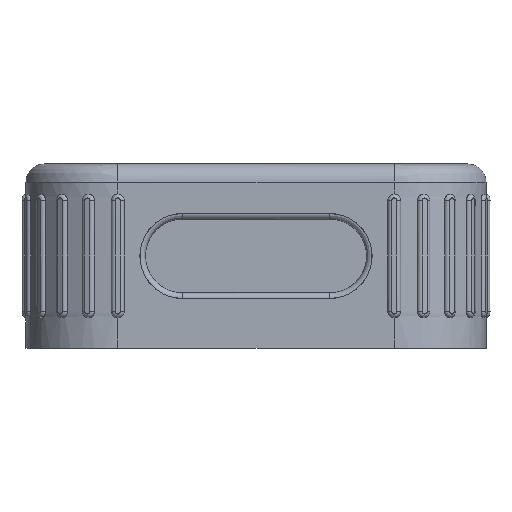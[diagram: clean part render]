
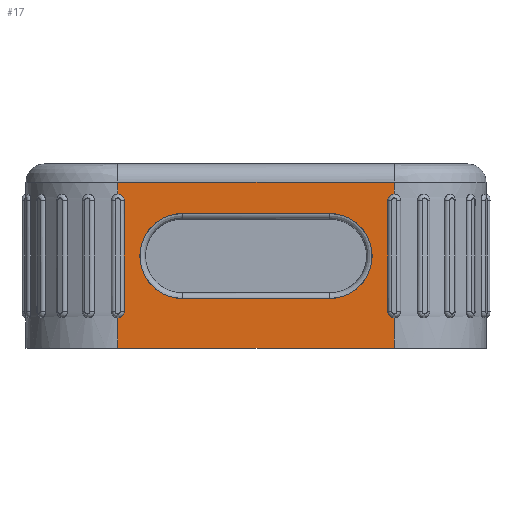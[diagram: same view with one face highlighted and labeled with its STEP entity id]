
A CAD part, front view. The second image highlights one B-rep face of the part: STEP entity #17.
In plain terms, the highlighted free-form (B-spline) face has degree [1, 1] with [2, 2] control points.
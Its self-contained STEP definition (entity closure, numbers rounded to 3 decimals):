
#17 = ADVANCED_FACE('',(#18,#108),#144,.T.);
#18 = FACE_BOUND('',#19,.T.);
#19 = EDGE_LOOP('',(#20,#29,#36,#43,#51,#58,#66,#73,#80,#87,#95,#102));
#20 = ORIENTED_EDGE('',*,*,#21,.T.);
#21 = EDGE_CURVE('',#22,#24,#26,.T.);
#22 = VERTEX_POINT('',#23);
#23 = CARTESIAN_POINT('',(-75.999,-50.666,-33.946
    ));
#24 = VERTEX_POINT('',#25);
#25 = CARTESIAN_POINT('',(-75.999,-50.666,-50.666
    ));
#26 = B_SPLINE_CURVE_WITH_KNOTS('',1,(#27,#28),.UNSPECIFIED.,.F.,.F.,(2,
    2),(0.,16.5),.PIECEWISE_BEZIER_KNOTS.);
#27 = CARTESIAN_POINT('',(-75.999,-50.666,-33.946
    ));
#28 = CARTESIAN_POINT('',(-75.999,-50.666,-50.666
    ));
#29 = ORIENTED_EDGE('',*,*,#30,.T.);
#30 = EDGE_CURVE('',#24,#31,#33,.T.);
#31 = VERTEX_POINT('',#32);
#32 = CARTESIAN_POINT('',(75.999,-50.666,
    -50.666));
#33 = B_SPLINE_CURVE_WITH_KNOTS('',1,(#34,#35),.UNSPECIFIED.,.F.,.F.,(2,
    2),(0.,150.),.PIECEWISE_BEZIER_KNOTS.);
#34 = CARTESIAN_POINT('',(-75.999,-50.666,-50.666
    ));
#35 = CARTESIAN_POINT('',(75.999,-50.666,
    -50.666));
#36 = ORIENTED_EDGE('',*,*,#37,.T.);
#37 = EDGE_CURVE('',#31,#38,#40,.T.);
#38 = VERTEX_POINT('',#39);
#39 = CARTESIAN_POINT('',(75.999,-50.666,
    -33.946));
#40 = B_SPLINE_CURVE_WITH_KNOTS('',1,(#41,#42),.UNSPECIFIED.,.F.,.F.,(2,
    2),(0.,16.5),.PIECEWISE_BEZIER_KNOTS.);
#41 = CARTESIAN_POINT('',(75.999,-50.666,
    -50.666));
#42 = CARTESIAN_POINT('',(75.999,-50.666,
    -33.946));
#43 = ORIENTED_EDGE('',*,*,#44,.T.);
#44 = EDGE_CURVE('',#38,#45,#47,.T.);
#45 = VERTEX_POINT('',#46);
#46 = CARTESIAN_POINT('',(72.453,-50.666,
    -30.4));
#47 = ( BOUNDED_CURVE() B_SPLINE_CURVE(2,(#48,#49,#50),.UNSPECIFIED.,.F.
,.F.) B_SPLINE_CURVE_WITH_KNOTS((3,3),(4.712,6.283),
.PIECEWISE_BEZIER_KNOTS.) CURVE() GEOMETRIC_REPRESENTATION_ITEM() 
RATIONAL_B_SPLINE_CURVE((1.,0.707,1.)) REPRESENTATION_ITEM('') 
  );
#48 = CARTESIAN_POINT('',(75.999,-50.666,
    -33.946));
#49 = CARTESIAN_POINT('',(72.453,-50.666,
    -33.946));
#50 = CARTESIAN_POINT('',(72.453,-50.666,
    -30.4));
#51 = ORIENTED_EDGE('',*,*,#52,.T.);
#52 = EDGE_CURVE('',#45,#53,#55,.T.);
#53 = VERTEX_POINT('',#54);
#54 = CARTESIAN_POINT('',(72.453,-50.666,30.4
    ));
#55 = B_SPLINE_CURVE_WITH_KNOTS('',1,(#56,#57),.UNSPECIFIED.,.F.,.F.,(2,
    2),(0.,60.),.PIECEWISE_BEZIER_KNOTS.);
#56 = CARTESIAN_POINT('',(72.453,-50.666,
    -30.4));
#57 = CARTESIAN_POINT('',(72.453,-50.666,30.4
    ));
#58 = ORIENTED_EDGE('',*,*,#59,.T.);
#59 = EDGE_CURVE('',#53,#60,#62,.T.);
#60 = VERTEX_POINT('',#61);
#61 = CARTESIAN_POINT('',(75.999,-50.666,
    33.946));
#62 = ( BOUNDED_CURVE() B_SPLINE_CURVE(2,(#63,#64,#65),.UNSPECIFIED.,.F.
,.F.) B_SPLINE_CURVE_WITH_KNOTS((3,3),(3.142,4.712),
.PIECEWISE_BEZIER_KNOTS.) CURVE() GEOMETRIC_REPRESENTATION_ITEM() 
RATIONAL_B_SPLINE_CURVE((1.,0.707,1.)) REPRESENTATION_ITEM('') 
  );
#63 = CARTESIAN_POINT('',(72.453,-50.666,30.4
    ));
#64 = CARTESIAN_POINT('',(72.453,-50.666,
    33.946));
#65 = CARTESIAN_POINT('',(75.999,-50.666,
    33.946));
#66 = ORIENTED_EDGE('',*,*,#67,.T.);
#67 = EDGE_CURVE('',#60,#68,#70,.T.);
#68 = VERTEX_POINT('',#69);
#69 = CARTESIAN_POINT('',(75.999,-50.666,
    40.533));
#70 = B_SPLINE_CURVE_WITH_KNOTS('',1,(#71,#72),.UNSPECIFIED.,.F.,.F.,(2,
    2),(0.,6.5),.PIECEWISE_BEZIER_KNOTS.);
#71 = CARTESIAN_POINT('',(75.999,-50.666,
    33.946));
#72 = CARTESIAN_POINT('',(75.999,-50.666,
    40.533));
#73 = ORIENTED_EDGE('',*,*,#74,.T.);
#74 = EDGE_CURVE('',#68,#75,#77,.T.);
#75 = VERTEX_POINT('',#76);
#76 = CARTESIAN_POINT('',(-75.999,-50.666,40.533
    ));
#77 = B_SPLINE_CURVE_WITH_KNOTS('',1,(#78,#79),.UNSPECIFIED.,.F.,.F.,(2,
    2),(0.,150.),.PIECEWISE_BEZIER_KNOTS.);
#78 = CARTESIAN_POINT('',(75.999,-50.666,
    40.533));
#79 = CARTESIAN_POINT('',(-75.999,-50.666,40.533
    ));
#80 = ORIENTED_EDGE('',*,*,#81,.T.);
#81 = EDGE_CURVE('',#75,#82,#84,.T.);
#82 = VERTEX_POINT('',#83);
#83 = CARTESIAN_POINT('',(-75.999,-50.666,33.946
    ));
#84 = B_SPLINE_CURVE_WITH_KNOTS('',1,(#85,#86),.UNSPECIFIED.,.F.,.F.,(2,
    2),(0.,6.5),.PIECEWISE_BEZIER_KNOTS.);
#85 = CARTESIAN_POINT('',(-75.999,-50.666,40.533
    ));
#86 = CARTESIAN_POINT('',(-75.999,-50.666,33.946
    ));
#87 = ORIENTED_EDGE('',*,*,#88,.T.);
#88 = EDGE_CURVE('',#82,#89,#91,.T.);
#89 = VERTEX_POINT('',#90);
#90 = CARTESIAN_POINT('',(-72.453,-50.666,30.4
    ));
#91 = ( BOUNDED_CURVE() B_SPLINE_CURVE(2,(#92,#93,#94),.UNSPECIFIED.,.F.
,.F.) B_SPLINE_CURVE_WITH_KNOTS((3,3),(4.712,6.283),
.PIECEWISE_BEZIER_KNOTS.) CURVE() GEOMETRIC_REPRESENTATION_ITEM() 
RATIONAL_B_SPLINE_CURVE((1.,0.707,1.)) REPRESENTATION_ITEM('') 
  );
#92 = CARTESIAN_POINT('',(-75.999,-50.666,
    33.946));
#93 = CARTESIAN_POINT('',(-72.453,-50.666,
    33.946));
#94 = CARTESIAN_POINT('',(-72.453,-50.666,30.4
    ));
#95 = ORIENTED_EDGE('',*,*,#96,.T.);
#96 = EDGE_CURVE('',#89,#97,#99,.T.);
#97 = VERTEX_POINT('',#98);
#98 = CARTESIAN_POINT('',(-72.453,-50.666,
    -30.4));
#99 = B_SPLINE_CURVE_WITH_KNOTS('',1,(#100,#101),.UNSPECIFIED.,.F.,.F.,(
    2,2),(0.,60.),.PIECEWISE_BEZIER_KNOTS.);
#100 = CARTESIAN_POINT('',(-72.453,-50.666,
    30.4));
#101 = CARTESIAN_POINT('',(-72.453,-50.666,
    -30.4));
#102 = ORIENTED_EDGE('',*,*,#103,.T.);
#103 = EDGE_CURVE('',#97,#22,#104,.T.);
#104 = ( BOUNDED_CURVE() B_SPLINE_CURVE(2,(#105,#106,#107),
.UNSPECIFIED.,.F.,.F.) B_SPLINE_CURVE_WITH_KNOTS((3,3),(3.142,
4.712),.PIECEWISE_BEZIER_KNOTS.) CURVE() 
GEOMETRIC_REPRESENTATION_ITEM() RATIONAL_B_SPLINE_CURVE((1.,
0.707,1.)) REPRESENTATION_ITEM('') );
#105 = CARTESIAN_POINT('',(-72.453,-50.666,
    -30.4));
#106 = CARTESIAN_POINT('',(-72.453,-50.666,
    -33.946));
#107 = CARTESIAN_POINT('',(-75.999,-50.666,
    -33.946));
#108 = FACE_BOUND('',#109,.T.);
#109 = EDGE_LOOP('',(#110,#122,#129,#139));
#110 = ORIENTED_EDGE('',*,*,#111,.T.);
#111 = EDGE_CURVE('',#112,#114,#116,.T.);
#112 = VERTEX_POINT('',#113);
#113 = CARTESIAN_POINT('',(40.533,-50.666,
    23.306));
#114 = VERTEX_POINT('',#115);
#115 = CARTESIAN_POINT('',(40.533,-50.666,
    -23.306));
#116 = ( BOUNDED_CURVE() B_SPLINE_CURVE(2,(#117,#118,#119,#120,#121),
.UNSPECIFIED.,.F.,.F.) B_SPLINE_CURVE_WITH_KNOTS((3,2,3),(3.142,
4.712,6.283),.PIECEWISE_BEZIER_KNOTS.) CURVE() 
GEOMETRIC_REPRESENTATION_ITEM() RATIONAL_B_SPLINE_CURVE((1.,
0.707,1.,0.707,1.)) REPRESENTATION_ITEM('') );
#117 = CARTESIAN_POINT('',(40.533,-50.666,
    23.306));
#118 = CARTESIAN_POINT('',(63.839,-50.666,
    23.306));
#119 = CARTESIAN_POINT('',(63.839,-50.666,
    0.));
#120 = CARTESIAN_POINT('',(63.839,-50.666,
    -23.306));
#121 = CARTESIAN_POINT('',(40.533,-50.666,
    -23.306));
#122 = ORIENTED_EDGE('',*,*,#123,.T.);
#123 = EDGE_CURVE('',#114,#124,#126,.T.);
#124 = VERTEX_POINT('',#125);
#125 = CARTESIAN_POINT('',(-40.533,-50.666,
    -23.306));
#126 = B_SPLINE_CURVE_WITH_KNOTS('',1,(#127,#128),.UNSPECIFIED.,.F.,.F.,
  (2,2),(0.,80.),.PIECEWISE_BEZIER_KNOTS.);
#127 = CARTESIAN_POINT('',(40.533,-50.666,
    -23.306));
#128 = CARTESIAN_POINT('',(-40.533,-50.666,
    -23.306));
#129 = ORIENTED_EDGE('',*,*,#130,.T.);
#130 = EDGE_CURVE('',#124,#131,#133,.T.);
#131 = VERTEX_POINT('',#132);
#132 = CARTESIAN_POINT('',(-40.533,-50.666,
    23.306));
#133 = ( BOUNDED_CURVE() B_SPLINE_CURVE(2,(#134,#135,#136,#137,#138),
.UNSPECIFIED.,.F.,.F.) B_SPLINE_CURVE_WITH_KNOTS((3,2,3),(3.142,
4.712,6.283),.PIECEWISE_BEZIER_KNOTS.) CURVE() 
GEOMETRIC_REPRESENTATION_ITEM() RATIONAL_B_SPLINE_CURVE((1.,
0.707,1.,0.707,1.)) REPRESENTATION_ITEM('') );
#134 = CARTESIAN_POINT('',(-40.533,-50.666,
    -23.306));
#135 = CARTESIAN_POINT('',(-63.839,-50.666,
    -23.306));
#136 = CARTESIAN_POINT('',(-63.839,-50.666,
    0.));
#137 = CARTESIAN_POINT('',(-63.839,-50.666,
    23.306));
#138 = CARTESIAN_POINT('',(-40.533,-50.666,
    23.306));
#139 = ORIENTED_EDGE('',*,*,#140,.T.);
#140 = EDGE_CURVE('',#131,#112,#141,.T.);
#141 = B_SPLINE_CURVE_WITH_KNOTS('',1,(#142,#143),.UNSPECIFIED.,.F.,.F.,
  (2,2),(0.,80.),.PIECEWISE_BEZIER_KNOTS.);
#142 = CARTESIAN_POINT('',(-40.533,-50.666,
    23.306));
#143 = CARTESIAN_POINT('',(40.533,-50.666,
    23.306));
#144 = B_SPLINE_SURFACE_WITH_KNOTS('',1,1,(
    (#145,#146)
    ,(#147,#148
    )),.UNSPECIFIED.,.F.,.F.,.F.,(2,2),(2,2),(-75.,75.),(-40.,50.),
  .PIECEWISE_BEZIER_KNOTS.);
#145 = CARTESIAN_POINT('',(75.999,-50.666,
    40.533));
#146 = CARTESIAN_POINT('',(75.999,-50.666,
    -50.666));
#147 = CARTESIAN_POINT('',(-75.999,-50.666,
    40.533));
#148 = CARTESIAN_POINT('',(-75.999,-50.666,
    -50.666));
